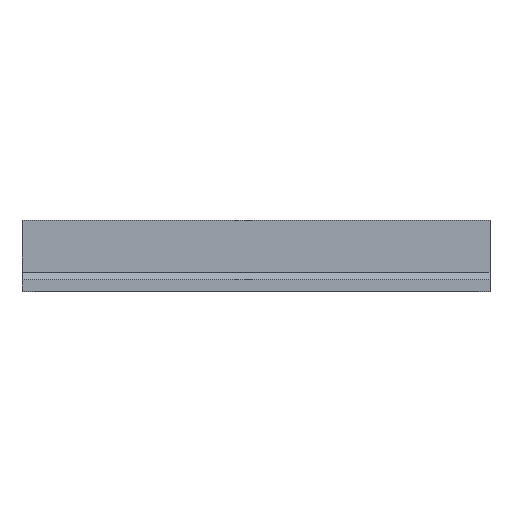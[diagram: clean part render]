
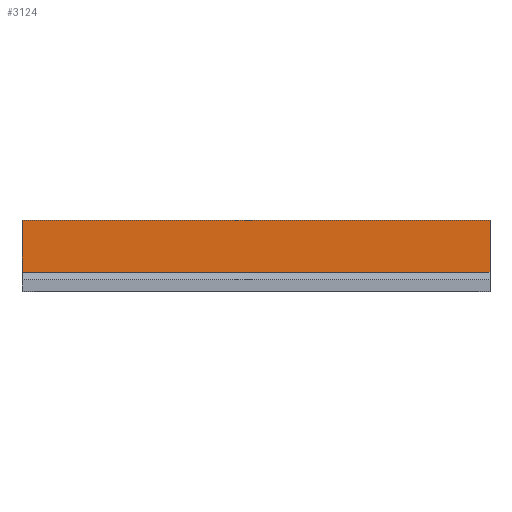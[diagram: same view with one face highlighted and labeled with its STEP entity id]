
A CAD part, top view. The second image highlights one B-rep face of the part: STEP entity #3124.
In plain terms, the highlighted free-form (B-spline) face has degree [1, 1] with [2, 2] control points.
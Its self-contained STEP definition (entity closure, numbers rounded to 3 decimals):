
#93=CARTESIAN_POINT('',(-0.824,-202.797,567.05));
#94=VERTEX_POINT('',#93);
#102=CARTESIAN_POINT('',(184.235,-202.797,567.05));
#103=VERTEX_POINT('',#102);
#104=CARTESIAN_POINT('',(184.235,-202.797,567.05));
#105=CARTESIAN_POINT('',(122.549,-202.797,567.05));
#106=CARTESIAN_POINT('',(60.862,-202.797,567.05));
#107=CARTESIAN_POINT('',(-0.824,-202.797,567.05));
#108=B_SPLINE_CURVE_WITH_KNOTS('',3,(#104,#105,#106,#107),.UNSPECIFIED.,.F.,.F.,(4,4),(0.74,0.925),.UNSPECIFIED.);
#109=EDGE_CURVE('',#103,#94,#108,.T.);
#2021=CARTESIAN_POINT('',(-0.824,-223.309,567.05));
#2022=VERTEX_POINT('',#2021);
#2030=CARTESIAN_POINT('',(-0.824,-202.797,567.05));
#2031=CARTESIAN_POINT('',(-0.824,-209.634,567.05));
#2032=CARTESIAN_POINT('',(-0.824,-216.471,567.05));
#2033=CARTESIAN_POINT('',(-0.824,-223.309,567.05));
#2034=B_SPLINE_CURVE_WITH_KNOTS('',3,(#2030,#2031,#2032,#2033),.UNSPECIFIED.,.F.,.F.,(4,4),(0.,0.021),.UNSPECIFIED.);
#2035=EDGE_CURVE('',#94,#2022,#2034,.T.);
#3099=CARTESIAN_POINT('',(-0.824,-202.797,567.05));
#3100=CARTESIAN_POINT('',(184.235,-202.797,567.05));
#3101=CARTESIAN_POINT('',(-0.824,-223.309,567.05));
#3102=CARTESIAN_POINT('',(184.235,-223.309,567.05));
#3103=B_SPLINE_SURFACE_WITH_KNOTS('',1,1,((#3099,#3100),(#3101,#3102)),.UNSPECIFIED.,.F.,.F.,.U.,(2,2),(2,2),(0.,1.),(0.,1.),.UNSPECIFIED.);
#3104=CARTESIAN_POINT('',(184.235,-223.309,567.05));
#3105=VERTEX_POINT('',#3104);
#3106=CARTESIAN_POINT('',(-0.824,-223.309,567.05));
#3107=CARTESIAN_POINT('',(60.862,-223.309,567.05));
#3108=CARTESIAN_POINT('',(122.549,-223.309,567.05));
#3109=CARTESIAN_POINT('',(184.235,-223.309,567.05));
#3110=B_SPLINE_CURVE_WITH_KNOTS('',3,(#3106,#3107,#3108,#3109),.UNSPECIFIED.,.F.,.F.,(4,4),(0.,1.),.UNSPECIFIED.);
#3111=EDGE_CURVE('',#2022,#3105,#3110,.T.);
#3112=ORIENTED_EDGE('',*,*,#3111,.T.);
#3113=CARTESIAN_POINT('',(184.235,-202.797,567.05));
#3114=CARTESIAN_POINT('',(184.235,-209.634,567.05));
#3115=CARTESIAN_POINT('',(184.235,-216.471,567.05));
#3116=CARTESIAN_POINT('',(184.235,-223.309,567.05));
#3117=B_SPLINE_CURVE_WITH_KNOTS('',3,(#3113,#3114,#3115,#3116),.UNSPECIFIED.,.F.,.F.,(4,4),(0.082,0.103),.UNSPECIFIED.);
#3118=EDGE_CURVE('',#103,#3105,#3117,.T.);
#3119=ORIENTED_EDGE('',*,*,#3118,.F.);
#3120=ORIENTED_EDGE('',*,*,#109,.T.);
#3121=ORIENTED_EDGE('',*,*,#2035,.T.);
#3122=EDGE_LOOP('',(#3112,#3119,#3120,#3121));
#3123=FACE_BOUND('',#3122,.T.);
#3124=ADVANCED_FACE('',(#3123),#3103,.T.);
